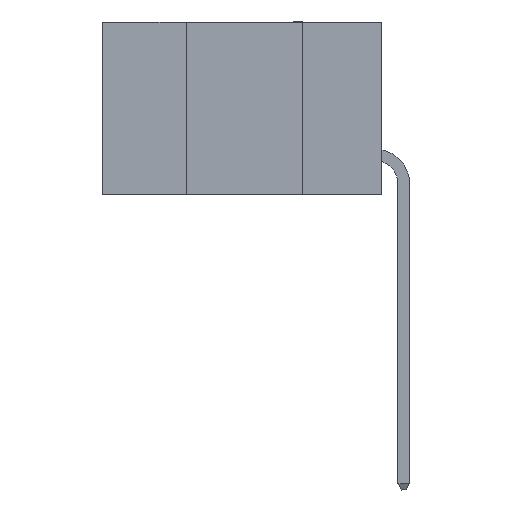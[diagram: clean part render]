
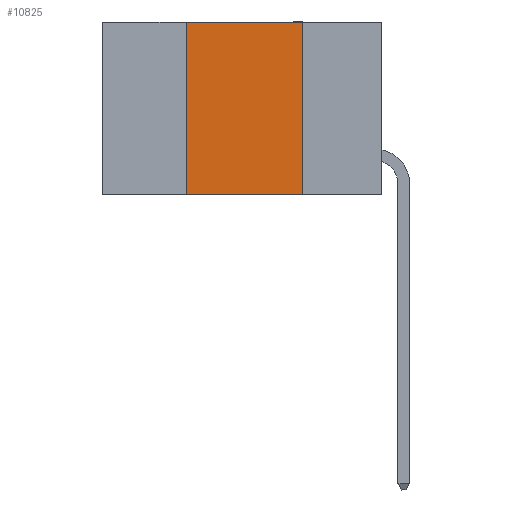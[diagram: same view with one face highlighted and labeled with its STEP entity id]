
A CAD part, left-side view. The second image highlights one B-rep face of the part: STEP entity #10825.
In plain terms, the highlighted planar face has unit normal (-1, 0, 0).
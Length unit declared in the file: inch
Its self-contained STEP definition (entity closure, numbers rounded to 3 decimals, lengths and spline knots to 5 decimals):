
#890 = CARTESIAN_POINT ( 'NONE',  ( 0., 0.6, -0.37 ) ) ;
#1353 = CARTESIAN_POINT ( 'NONE',  ( 0., 0.17, -0.37 ) ) ;
#2877 = CARTESIAN_POINT ( 'NONE',  ( 0., 0.6, 0. ) ) ;
#3608 = VERTEX_POINT ( 'NONE', #17182 ) ;
#5075 = VERTEX_POINT ( 'NONE', #1353 ) ;
#5786 = DIRECTION ( 'NONE',  ( 1., 0., 0. ) ) ;
#6303 = DIRECTION ( 'NONE',  ( 0., -1., 0. ) ) ;
#6373 = VECTOR ( 'NONE', #21539, 39.37008 ) ;
#8405 = EDGE_CURVE ( 'NONE', #17468, #5075, #11711, .T. ) ;
#9755 = VECTOR ( 'NONE', #6303, 39.37008 ) ;
#10652 = EDGE_CURVE ( 'NONE', #17392, #17468, #28275, .T. ) ;
#10825 = ADVANCED_FACE ( 'NONE', ( #22247 ), #13984, .F. ) ;
#10858 = CARTESIAN_POINT ( 'NONE',  ( 0., 0.17, 0. ) ) ;
#11711 = LINE ( 'NONE', #10858, #25468 ) ;
#13056 = EDGE_LOOP ( 'NONE', ( #23165, #24326, #25135, #26945 ) ) ;
#13612 = DIRECTION ( 'NONE',  ( 0., 0., -1. ) ) ;
#13977 = AXIS2_PLACEMENT_3D ( 'NONE', #2877, #5786, #25015 ) ;
#13984 = PLANE ( 'NONE',  #13977 ) ;
#14415 = CARTESIAN_POINT ( 'NONE',  ( 0., 0.17, 0. ) ) ;
#15752 = EDGE_CURVE ( 'NONE', #3608, #17392, #34821, .T. ) ;
#16830 = CARTESIAN_POINT ( 'NONE',  ( 0., 0.42, 0. ) ) ;
#17182 = CARTESIAN_POINT ( 'NONE',  ( 0., 0.42, -0.37 ) ) ;
#17392 = VERTEX_POINT ( 'NONE', #16830 ) ;
#17468 = VERTEX_POINT ( 'NONE', #14415 ) ;
#17881 = LINE ( 'NONE', #890, #9755 ) ;
#18252 = CARTESIAN_POINT ( 'NONE',  ( 0., 0.42, 0. ) ) ;
#21539 = DIRECTION ( 'NONE',  ( 0., -1., 0. ) ) ;
#22247 = FACE_OUTER_BOUND ( 'NONE', #13056, .T. ) ;
#23165 = ORIENTED_EDGE ( 'NONE', *, *, #8405, .F. ) ;
#24326 = ORIENTED_EDGE ( 'NONE', *, *, #10652, .F. ) ;
#25015 = DIRECTION ( 'NONE',  ( 0., 0., -1. ) ) ;
#25135 = ORIENTED_EDGE ( 'NONE', *, *, #15752, .F. ) ;
#25468 = VECTOR ( 'NONE', #13612, 39.37008 ) ;
#26553 = DIRECTION ( 'NONE',  ( 0., 0., 1. ) ) ;
#26759 = VECTOR ( 'NONE', #26553, 39.37008 ) ;
#26945 = ORIENTED_EDGE ( 'NONE', *, *, #32265, .T. ) ;
#28275 = LINE ( 'NONE', #29583, #6373 ) ;
#29583 = CARTESIAN_POINT ( 'NONE',  ( 0., 0.6, 0. ) ) ;
#32265 = EDGE_CURVE ( 'NONE', #3608, #5075, #17881, .T. ) ;
#34821 = LINE ( 'NONE', #18252, #26759 ) ;
